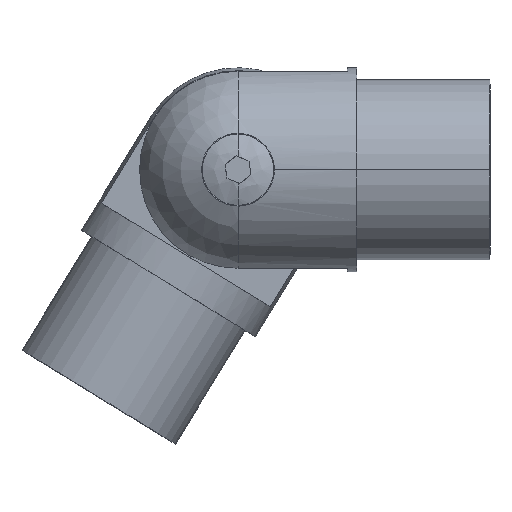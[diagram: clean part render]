
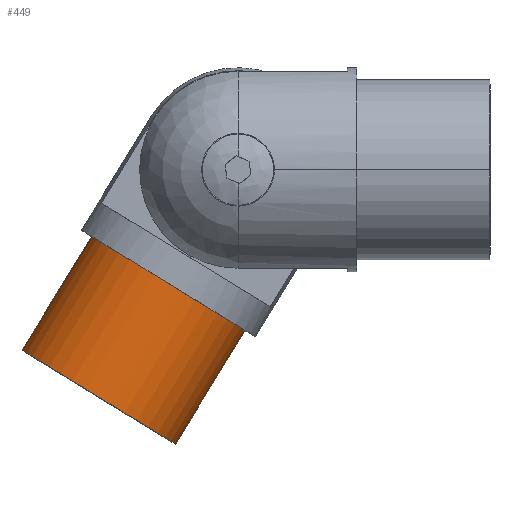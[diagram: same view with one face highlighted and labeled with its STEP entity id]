
A CAD part, top view. The second image highlights one B-rep face of the part: STEP entity #449.
In plain terms, the highlighted cylindrical face has radius 14.85 mm (diameter 29.7 mm), a partial arc.
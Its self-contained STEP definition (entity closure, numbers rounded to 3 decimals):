
#26 = CARTESIAN_POINT ( 'NONE',  ( -65.492, 11.198, 0. ) ) ;
#58 = CARTESIAN_POINT ( 'NONE',  ( -76.984, -7.562, 0. ) ) ;
#135 = EDGE_CURVE ( 'NONE', #569, #1435, #782, .T. ) ;
#154 = EDGE_CURVE ( 'NONE', #1283, #1522, #388, .T. ) ;
#186 = DIRECTION ( 'NONE',  ( 0.522, 0.853, 0. ) ) ;
#226 = EDGE_CURVE ( 'NONE', #1522, #1435, #783, .T. ) ;
#321 = DIRECTION ( 'NONE',  ( 0.522, 0.853, 0. ) ) ;
#388 = LINE ( 'NONE', #519, #870 ) ;
#394 = CIRCLE ( 'NONE', #1412, 14.85 ) ;
#449 = ADVANCED_FACE ( 'NONE', ( #1262 ), #624, .T. ) ;
#519 = CARTESIAN_POINT ( 'NONE',  ( -66.663, 37.715, 0. ) ) ;
#530 = EDGE_LOOP ( 'NONE', ( #1255, #1239, #1398, #1516 ) ) ;
#569 = VERTEX_POINT ( 'NONE', #1574 ) ;
#580 = DIRECTION ( 'NONE',  ( 0.522, 0.853, 0. ) ) ;
#624 = CYLINDRICAL_SURFACE ( 'NONE', #807, 14.85 ) ;
#782 = LINE ( 'NONE', #1455, #988 ) ;
#783 = CIRCLE ( 'NONE', #1012, 14.85 ) ;
#807 = AXIS2_PLACEMENT_3D ( 'NONE', #1425, #186, #1542 ) ;
#870 = VECTOR ( 'NONE', #1329, 1000. ) ;
#952 = CARTESIAN_POINT ( 'NONE',  ( -89.647, 0.195, 0. ) ) ;
#988 = VECTOR ( 'NONE', #1744, 1000. ) ;
#1012 = AXIS2_PLACEMENT_3D ( 'NONE', #26, #580, #1632 ) ;
#1032 = CARTESIAN_POINT ( 'NONE',  ( -52.829, 3.441, 0. ) ) ;
#1106 = DIRECTION ( 'NONE',  ( -0.853, 0.522, 0. ) ) ;
#1239 = ORIENTED_EDGE ( 'NONE', *, *, #135, .T. ) ;
#1255 = ORIENTED_EDGE ( 'NONE', *, *, #1351, .T. ) ;
#1262 = FACE_OUTER_BOUND ( 'NONE', #530, .T. ) ;
#1283 = VERTEX_POINT ( 'NONE', #952 ) ;
#1329 = DIRECTION ( 'NONE',  ( 0.522, 0.853, 0. ) ) ;
#1351 = EDGE_CURVE ( 'NONE', #1283, #569, #394, .T. ) ;
#1390 = CARTESIAN_POINT ( 'NONE',  ( -78.155, 18.955, 0. ) ) ;
#1398 = ORIENTED_EDGE ( 'NONE', *, *, #226, .F. ) ;
#1412 = AXIS2_PLACEMENT_3D ( 'NONE', #58, #321, #1106 ) ;
#1425 = CARTESIAN_POINT ( 'NONE',  ( -54., 29.958, 0. ) ) ;
#1435 = VERTEX_POINT ( 'NONE', #1032 ) ;
#1455 = CARTESIAN_POINT ( 'NONE',  ( -41.337, 22.201, 0. ) ) ;
#1516 = ORIENTED_EDGE ( 'NONE', *, *, #154, .F. ) ;
#1522 = VERTEX_POINT ( 'NONE', #1390 ) ;
#1542 = DIRECTION ( 'NONE',  ( -0.853, 0.522, 0. ) ) ;
#1574 = CARTESIAN_POINT ( 'NONE',  ( -64.321, -15.319, 0. ) ) ;
#1632 = DIRECTION ( 'NONE',  ( -0.853, 0.522, 0. ) ) ;
#1744 = DIRECTION ( 'NONE',  ( 0.522, 0.853, 0. ) ) ;
